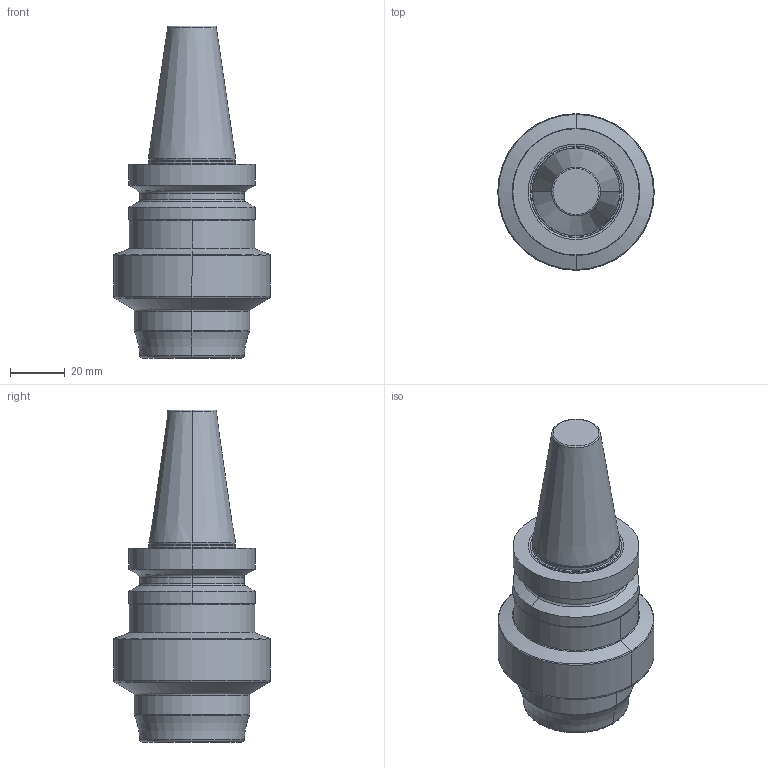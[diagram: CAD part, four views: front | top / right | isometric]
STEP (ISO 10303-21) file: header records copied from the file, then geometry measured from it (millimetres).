
FILE_DESCRIPTION((''),'2;1');
FILE_NAME('607136775-000-01-E43','2021-11-01T14:53:45',('liebchenm'),(''),'CREO PARAMETRIC BY PTC INC, 2019030','CREO PARAMETRIC BY PTC INC, 2019030','');
FILE_SCHEMA(('AP242_MANAGED_MODEL_BASED_3D_ENGINEERING_MIM_LF { 1 0 10303 442 1 1 4 }'));
Length unit declared in the file: millimetre
Products named in the file (1): 607136775-000-01-E43
Bounding box: 57 x 57 x 120.9 mm (x, y, z)
Volume: 132575.1 mm3; surface area: 21669 mm2
Topology: 1 solids, 1 shells, 66 faces, 130 edges, 70 vertices
Faces by surface type: torus 30, cylinder 16, cone 14, plane 6
Entity records: 2678 total; most frequent: DIRECTION 371, CARTESIAN_POINT 273, ORIENTED_EDGE 260, AXIS2_PLACEMENT_3D 170, PRESENTATION_STYLE_ASSIGNMENT 135, STYLED_ITEM 135, CURVE_STYLE 134, EDGE_CURVE 130
